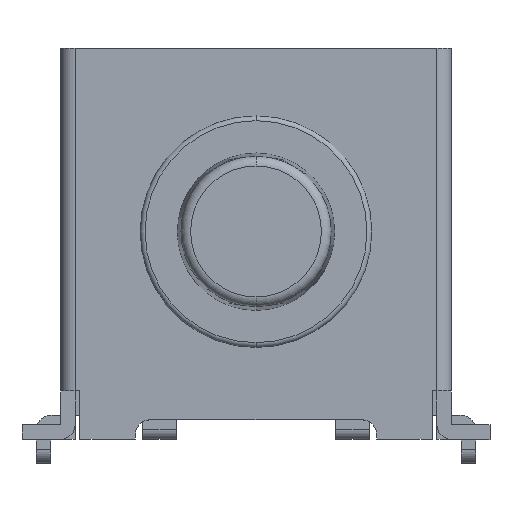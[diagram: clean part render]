
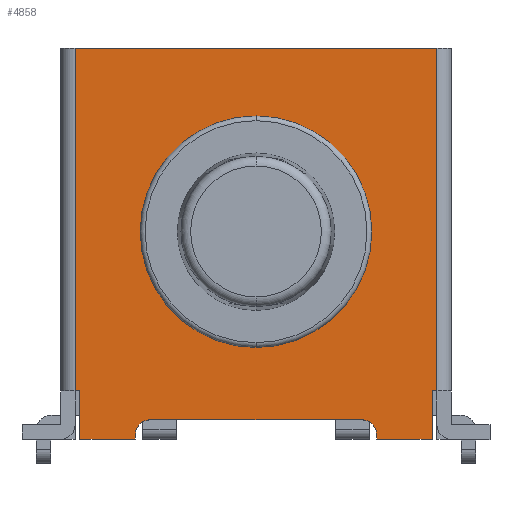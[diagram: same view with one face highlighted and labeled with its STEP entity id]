
A CAD part, top view. The second image highlights one B-rep face of the part: STEP entity #4858.
In plain terms, the highlighted planar face has unit normal (0, 0, 1).
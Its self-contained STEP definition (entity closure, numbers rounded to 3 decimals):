
#178=DIRECTION('',(1.,0.,0.));
#179=VECTOR('',#178,1.15);
#180=CARTESIAN_POINT('',(2.5,-4.3,0.));
#181=LINE('',#180,#179);
#186=DIRECTION('',(1.,0.,0.));
#187=VECTOR('',#186,1.15);
#188=CARTESIAN_POINT('',(-3.65,-4.3,0.));
#189=LINE('',#188,#187);
#621=DIRECTION('',(1.,0.,0.));
#622=VECTOR('',#621,7.5);
#623=CARTESIAN_POINT('',(-3.75,3.8,0.));
#624=LINE('',#623,#622);
#1719=DIRECTION('',(0.,1.,0.));
#1720=VECTOR('',#1719,7.1);
#1721=CARTESIAN_POINT('',(3.75,-3.3,0.));
#1722=LINE('',#1721,#1720);
#1723=DIRECTION('',(1.,0.,0.));
#1724=VECTOR('',#1723,0.1);
#1725=CARTESIAN_POINT('',(3.65,-3.3,0.));
#1726=LINE('',#1725,#1724);
#1727=DIRECTION('',(0.,1.,0.));
#1728=VECTOR('',#1727,1.);
#1729=CARTESIAN_POINT('',(3.65,-4.3,0.));
#1730=LINE('',#1729,#1728);
#1731=DIRECTION('',(0.,1.,0.));
#1732=VECTOR('',#1731,0.1);
#1733=CARTESIAN_POINT('',(2.5,-4.3,0.));
#1734=LINE('',#1733,#1732);
#1735=CARTESIAN_POINT('',(2.2,-4.2,0.));
#1736=DIRECTION('',(0.,0.,1.));
#1737=DIRECTION('',(1.,0.,0.));
#1738=AXIS2_PLACEMENT_3D('',#1735,#1736,#1737);
#1740=DIRECTION('',(-1.,0.,0.));
#1741=VECTOR('',#1740,4.4);
#1742=CARTESIAN_POINT('',(2.2,-3.9,0.));
#1743=LINE('',#1742,#1741);
#1744=CARTESIAN_POINT('',(-2.2,-4.2,0.));
#1745=DIRECTION('',(0.,0.,1.));
#1746=DIRECTION('',(0.,1.,0.));
#1747=AXIS2_PLACEMENT_3D('',#1744,#1745,#1746);
#1749=DIRECTION('',(0.,1.,0.));
#1750=VECTOR('',#1749,0.1);
#1751=CARTESIAN_POINT('',(-2.5,-4.3,0.));
#1752=LINE('',#1751,#1750);
#1753=DIRECTION('',(0.,1.,0.));
#1754=VECTOR('',#1753,1.);
#1755=CARTESIAN_POINT('',(-3.65,-4.3,0.));
#1756=LINE('',#1755,#1754);
#1757=DIRECTION('',(1.,0.,0.));
#1758=VECTOR('',#1757,0.1);
#1759=CARTESIAN_POINT('',(-3.75,-3.3,0.));
#1760=LINE('',#1759,#1758);
#1761=DIRECTION('',(0.,1.,0.));
#1762=VECTOR('',#1761,7.1);
#1763=CARTESIAN_POINT('',(-3.75,-3.3,0.));
#1764=LINE('',#1763,#1762);
#1775=CARTESIAN_POINT('',(0.,0.,0.));
#1776=DIRECTION('',(0.,0.,1.));
#1777=DIRECTION('',(0.,1.,0.));
#1778=AXIS2_PLACEMENT_3D('',#1775,#1776,#1777);
#1780=CARTESIAN_POINT('',(0.,0.,0.));
#1781=DIRECTION('',(0.,0.,-1.));
#1782=DIRECTION('',(0.,1.,0.));
#1783=AXIS2_PLACEMENT_3D('',#1780,#1781,#1782);
#2012=CARTESIAN_POINT('',(3.75,3.8,0.));
#2014=VERTEX_POINT('',#2012);
#2017=CARTESIAN_POINT('',(-3.75,3.8,0.));
#2019=VERTEX_POINT('',#2017);
#2021=CARTESIAN_POINT('',(2.5,-4.3,0.));
#2023=VERTEX_POINT('',#2021);
#2025=CARTESIAN_POINT('',(-2.5,-4.3,0.));
#2027=VERTEX_POINT('',#2025);
#2036=CARTESIAN_POINT('',(2.5,-4.2,0.));
#2037=VERTEX_POINT('',#2036);
#2038=CARTESIAN_POINT('',(2.2,-3.9,0.));
#2039=VERTEX_POINT('',#2038);
#2040=CARTESIAN_POINT('',(-2.2,-3.9,0.));
#2041=VERTEX_POINT('',#2040);
#2042=CARTESIAN_POINT('',(-2.5,-4.2,0.));
#2043=VERTEX_POINT('',#2042);
#2172=CARTESIAN_POINT('',(3.65,-4.3,0.));
#2174=VERTEX_POINT('',#2172);
#2176=CARTESIAN_POINT('',(-3.65,-4.3,0.));
#2178=VERTEX_POINT('',#2176);
#2180=CARTESIAN_POINT('',(3.75,-3.3,0.));
#2182=VERTEX_POINT('',#2180);
#2190=CARTESIAN_POINT('',(-3.75,-3.3,0.));
#2191=VERTEX_POINT('',#2190);
#2252=CARTESIAN_POINT('',(3.65,-3.3,0.));
#2253=VERTEX_POINT('',#2252);
#2254=CARTESIAN_POINT('',(-3.65,-3.3,0.));
#2255=VERTEX_POINT('',#2254);
#2492=CARTESIAN_POINT('',(0.,2.4,0.));
#2494=VERTEX_POINT('',#2492);
#2496=CARTESIAN_POINT('',(0.,-2.4,0.));
#2498=VERTEX_POINT('',#2496);
#4824=CARTESIAN_POINT('',(-3.75,-4.3,0.));
#4825=DIRECTION('',(0.,0.,1.));
#4826=DIRECTION('',(1.,0.,0.));
#4827=AXIS2_PLACEMENT_3D('',#4824,#4825,#4826);
#4828=PLANE('',#4827);
#4829=ORIENTED_EDGE('',*,*,#4817,.F.);
#4830=ORIENTED_EDGE('',*,*,#2922,.F.);
#4831=ORIENTED_EDGE('',*,*,#2993,.F.);
#4832=ORIENTED_EDGE('',*,*,#2651,.F.);
#4834=ORIENTED_EDGE('',*,*,#4833,.T.);
#4836=ORIENTED_EDGE('',*,*,#4835,.T.);
#4838=ORIENTED_EDGE('',*,*,#4837,.T.);
#4840=ORIENTED_EDGE('',*,*,#4839,.T.);
#4842=ORIENTED_EDGE('',*,*,#4841,.F.);
#4843=ORIENTED_EDGE('',*,*,#2663,.F.);
#4845=ORIENTED_EDGE('',*,*,#4844,.T.);
#4846=ORIENTED_EDGE('',*,*,#2946,.F.);
#4848=ORIENTED_EDGE('',*,*,#4847,.T.);
#4849=ORIENTED_EDGE('',*,*,#3162,.T.);
#4850=EDGE_LOOP('',(#4829,#4830,#4831,#4832,#4834,#4836,#4838,#4840,#4842,#4843,
#4845,#4846,#4848,#4849));
#4851=FACE_OUTER_BOUND('',#4850,.F.);
#4853=ORIENTED_EDGE('',*,*,#4852,.T.);
#4855=ORIENTED_EDGE('',*,*,#4854,.F.);
#4856=EDGE_LOOP('',(#4853,#4855));
#4857=FACE_BOUND('',#4856,.F.);
#1739=CIRCLE('',#1738,0.3);
#1748=CIRCLE('',#1747,0.3);
#1779=CIRCLE('',#1778,2.4);
#1784=CIRCLE('',#1783,2.4);
#2651=EDGE_CURVE('',#2023,#2174,#181,.T.);
#2663=EDGE_CURVE('',#2178,#2027,#189,.T.);
#2922=EDGE_CURVE('',#2253,#2182,#1726,.T.);
#2946=EDGE_CURVE('',#2191,#2255,#1760,.T.);
#2993=EDGE_CURVE('',#2174,#2253,#1730,.T.);
#3162=EDGE_CURVE('',#2019,#2014,#624,.T.);
#4817=EDGE_CURVE('',#2182,#2014,#1722,.T.);
#4833=EDGE_CURVE('',#2023,#2037,#1734,.T.);
#4835=EDGE_CURVE('',#2037,#2039,#1739,.T.);
#4837=EDGE_CURVE('',#2039,#2041,#1743,.T.);
#4839=EDGE_CURVE('',#2041,#2043,#1748,.T.);
#4841=EDGE_CURVE('',#2027,#2043,#1752,.T.);
#4844=EDGE_CURVE('',#2178,#2255,#1756,.T.);
#4847=EDGE_CURVE('',#2191,#2019,#1764,.T.);
#4852=EDGE_CURVE('',#2494,#2498,#1779,.T.);
#4854=EDGE_CURVE('',#2494,#2498,#1784,.T.);
#4858=ADVANCED_FACE('',(#4851,#4857),#4828,.T.);
